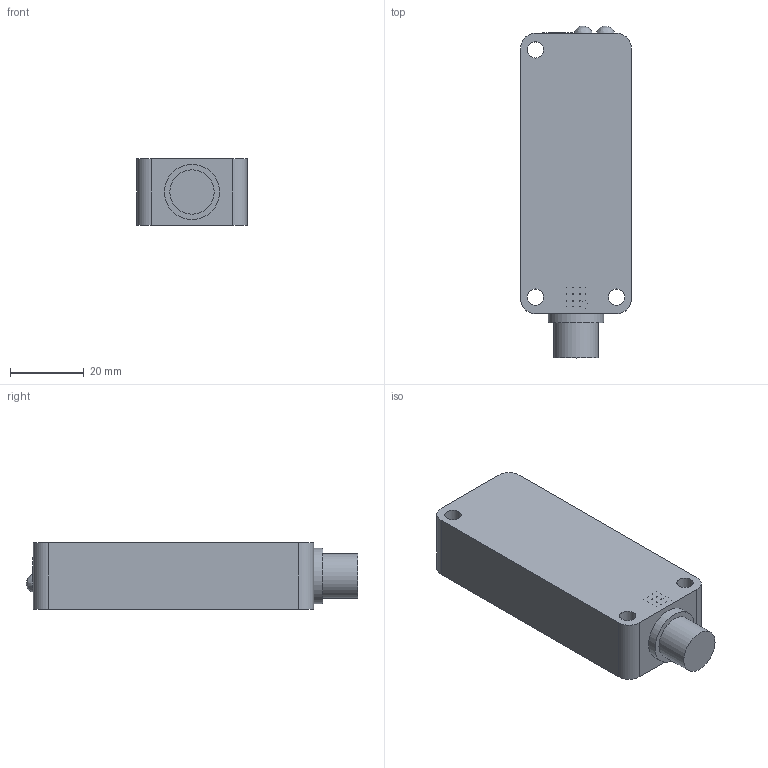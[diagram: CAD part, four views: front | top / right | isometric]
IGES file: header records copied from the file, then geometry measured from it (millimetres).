
Global section: file name: No Iges File Name specified; native system: AutoDesk Inventor R10; preprocessor: AutoDesk Inventor Iges Exporter R10; author: No Author specified; organization: No Organization specified; date: 20081101.083320; units: millimetre
Bounding box: 30 x 90 x 18 mm (x, y, z)
Volume: 41533.4 mm3; surface area: 9419 mm2
Topology: 1 solids, 1 shells, 131 faces, 314 edges, 210 vertices
Faces by surface type: plane 119, cylinder 7, revolution 3, bspline 2
Full cylindrical faces by diameter (mm): 8 x1, 12 x1, 15 x1
